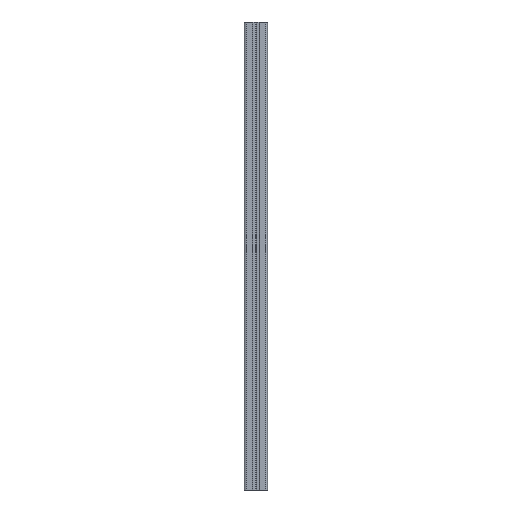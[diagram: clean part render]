
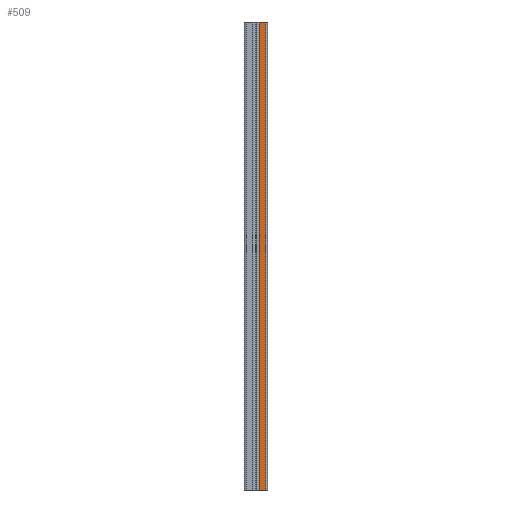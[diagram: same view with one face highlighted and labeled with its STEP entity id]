
A CAD part, front view. The second image highlights one B-rep face of the part: STEP entity #509.
In plain terms, the highlighted planar face has unit normal (0, -1, 0).
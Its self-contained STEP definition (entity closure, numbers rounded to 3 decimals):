
#13 = VECTOR ( 'NONE', #504, 1000. ) ;
#237 = VERTEX_POINT ( 'NONE', #5103 ) ;
#406 = AXIS2_PLACEMENT_3D ( 'NONE', #1067, #5444, #2807 ) ;
#456 = DIRECTION ( 'NONE',  ( 0., 0., 1. ) ) ;
#504 = DIRECTION ( 'NONE',  ( 1., 0., 0. ) ) ;
#509 = ADVANCED_FACE ( 'NONE', ( #4991 ), #2714, .T. ) ;
#660 = ORIENTED_EDGE ( 'NONE', *, *, #4362, .T. ) ;
#679 = VECTOR ( 'NONE', #4537, 1000. ) ;
#1067 = CARTESIAN_POINT ( 'NONE',  ( 4.75, -15., -585. ) ) ;
#1402 = ORIENTED_EDGE ( 'NONE', *, *, #3624, .F. ) ;
#1899 = CARTESIAN_POINT ( 'NONE',  ( 13., -15., 25. ) ) ;
#1981 = CARTESIAN_POINT ( 'NONE',  ( 13., -15., -585. ) ) ;
#2226 = CARTESIAN_POINT ( 'NONE',  ( 4.75, -15., -585. ) ) ;
#2353 = LINE ( 'NONE', #1981, #3965 ) ;
#2384 = VERTEX_POINT ( 'NONE', #5390 ) ;
#2714 = PLANE ( 'NONE',  #406 ) ;
#2748 = VECTOR ( 'NONE', #456, 1000. ) ;
#2807 = DIRECTION ( 'NONE',  ( 1., 0., 0. ) ) ;
#3001 = LINE ( 'NONE', #3494, #2748 ) ;
#3151 = LINE ( 'NONE', #4507, #679 ) ;
#3214 = VERTEX_POINT ( 'NONE', #3951 ) ;
#3267 = DIRECTION ( 'NONE',  ( 0., 0., 1. ) ) ;
#3494 = CARTESIAN_POINT ( 'NONE',  ( 4.75, -15., -585. ) ) ;
#3624 = EDGE_CURVE ( 'NONE', #237, #3214, #3001, .T. ) ;
#3687 = ORIENTED_EDGE ( 'NONE', *, *, #5345, .F. ) ;
#3729 = ORIENTED_EDGE ( 'NONE', *, *, #5326, .T. ) ;
#3804 = EDGE_LOOP ( 'NONE', ( #3687, #1402, #660, #3729 ) ) ;
#3951 = CARTESIAN_POINT ( 'NONE',  ( 4.75, -15., 25. ) ) ;
#3965 = VECTOR ( 'NONE', #3267, 1000. ) ;
#4362 = EDGE_CURVE ( 'NONE', #237, #2384, #4379, .T. ) ;
#4379 = LINE ( 'NONE', #2226, #13 ) ;
#4507 = CARTESIAN_POINT ( 'NONE',  ( 4.75, -15., 25. ) ) ;
#4537 = DIRECTION ( 'NONE',  ( 1., 0., 0. ) ) ;
#4834 = VERTEX_POINT ( 'NONE', #1899 ) ;
#4991 = FACE_OUTER_BOUND ( 'NONE', #3804, .T. ) ;
#5103 = CARTESIAN_POINT ( 'NONE',  ( 4.75, -15., -585. ) ) ;
#5326 = EDGE_CURVE ( 'NONE', #2384, #4834, #2353, .T. ) ;
#5345 = EDGE_CURVE ( 'NONE', #3214, #4834, #3151, .T. ) ;
#5390 = CARTESIAN_POINT ( 'NONE',  ( 13., -15., -585. ) ) ;
#5444 = DIRECTION ( 'NONE',  ( 0., -1., 0. ) ) ;
